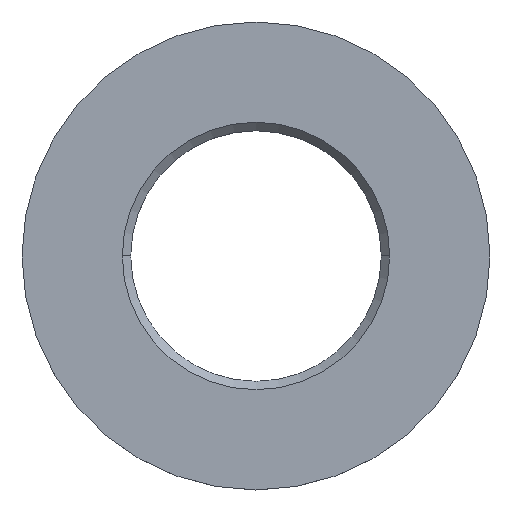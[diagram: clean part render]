
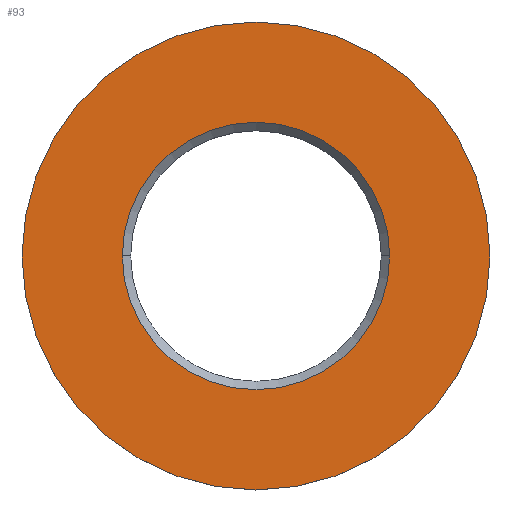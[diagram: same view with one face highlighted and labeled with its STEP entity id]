
A CAD part, top view. The second image highlights one B-rep face of the part: STEP entity #93.
In plain terms, the highlighted planar face has unit normal (0, 0, 1).
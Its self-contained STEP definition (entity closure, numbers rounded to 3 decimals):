
#85=VERTEX_POINT('',#192);
#87=EDGE_CURVE('',#85,#133,#194,.T.);
#89=EDGE_CURVE('',#129,#137,#196,.T.);
#93=ADVANCED_FACE('',(#200,#201),#202,.T.);
#99=EDGE_CURVE('',#133,#85,#208,.T.);
#117=EDGE_CURVE('',#137,#129,#228,.T.);
#129=VERTEX_POINT('',#241);
#133=VERTEX_POINT('',#246);
#137=VERTEX_POINT('',#250);
#192=CARTESIAN_POINT('',(14.,0.,5.0));
#194=CIRCLE('',#306,14.0);
#196=CIRCLE('',#309,8.);
#200=FACE_OUTER_BOUND('',#313,.T.);
#201=FACE_BOUND('',#314,.T.);
#202=PLANE('',#315);
#208=CIRCLE('',#325,14.0);
#228=CIRCLE('',#351,8.);
#241=CARTESIAN_POINT('',(-8.0,0.,5.0));
#246=CARTESIAN_POINT('',(-14.0,0.,5.0));
#250=CARTESIAN_POINT('',(8.,0.,5.0));
#306=AXIS2_PLACEMENT_3D('',#434,#435,#436);
#309=AXIS2_PLACEMENT_3D('',#437,#438,#439);
#313=EDGE_LOOP('',(#441,#442));
#314=EDGE_LOOP('',(#443,#444));
#315=AXIS2_PLACEMENT_3D('',#445,#446,#447);
#325=AXIS2_PLACEMENT_3D('',#452,#453,#454);
#351=AXIS2_PLACEMENT_3D('',#481,#482,#483);
#434=CARTESIAN_POINT('',(0.,0.,5.0));
#435=DIRECTION('',(-0.0,0.0,-1.0));
#436=DIRECTION('',(-1.0,0.,0.0));
#437=CARTESIAN_POINT('',(0.,0.,5.0));
#438=DIRECTION('',(-0.0,0.0,-1.0));
#439=DIRECTION('',(-1.0,0.,0.0));
#441=ORIENTED_EDGE('',*,*,#99,.F.);
#442=ORIENTED_EDGE('',*,*,#87,.F.);
#443=ORIENTED_EDGE('',*,*,#89,.T.);
#444=ORIENTED_EDGE('',*,*,#117,.T.);
#445=CARTESIAN_POINT('',(-11.0,0.,5.0));
#446=DIRECTION('',(0.0,0.0,1.0));
#447=DIRECTION('',(-1.0,0.,0.0));
#452=CARTESIAN_POINT('',(0.,0.,5.0));
#453=DIRECTION('',(-0.0,0.0,-1.0));
#454=DIRECTION('',(-1.0,0.,0.0));
#481=CARTESIAN_POINT('',(0.,0.,5.0));
#482=DIRECTION('',(-0.0,0.0,-1.0));
#483=DIRECTION('',(-1.0,0.,0.0));
